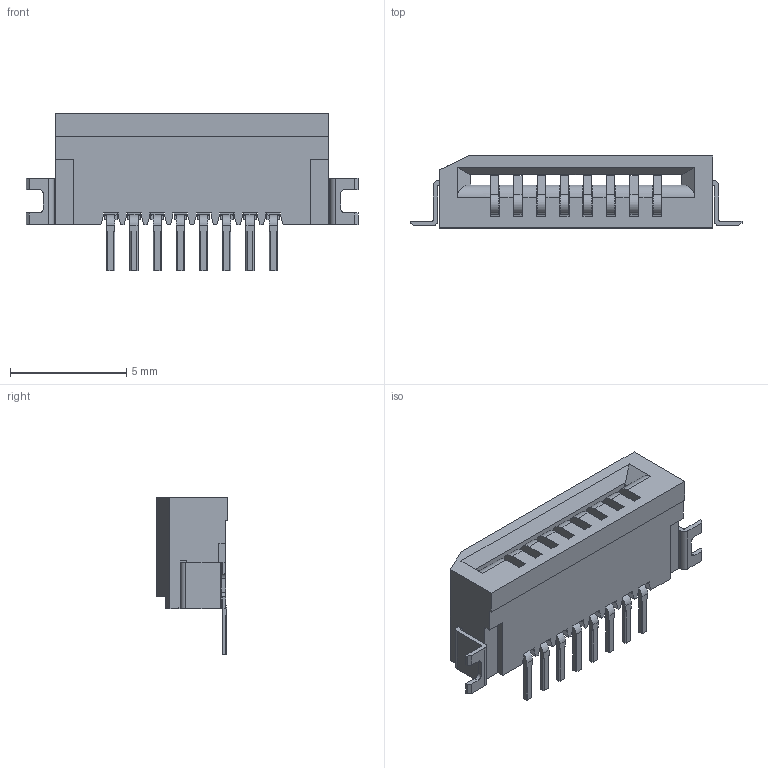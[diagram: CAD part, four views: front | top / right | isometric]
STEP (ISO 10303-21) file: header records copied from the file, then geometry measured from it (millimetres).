
FILE_DESCRIPTION((''),'2;1');
FILE_NAME('528520870','2016-10-01T',('rlalsangi'),(''),'PRO/ENGINEER BY PARAMETRIC TECHNOLOGY CORPORATION, 2012310','PRO/ENGINEER BY PARAMETRIC TECHNOLOGY CORPORATION, 2012310','');
FILE_SCHEMA(('CONFIG_CONTROL_DESIGN'));
Length unit declared in the file: millimetre
Products named in the file (1): 528520870
Bounding box: 14.3 x 3.1 x 6.8 mm (x, y, z)
Volume: 120.3 mm3; surface area: 441.6 mm2
Topology: 1 solids, 1 shells, 551 faces, 1750 edges, 1168 vertices
Faces by surface type: plane 482, cylinder 69
Entity records: 19091 total; most frequent: CARTESIAN_POINT 3445, ORIENTED_EDGE 3420, DIRECTION 2990, EDGE_CURVE 1710, VECTOR 1612, LINE 1612, VERTEX_POINT 1128, AXIS2_PLACEMENT_3D 689
